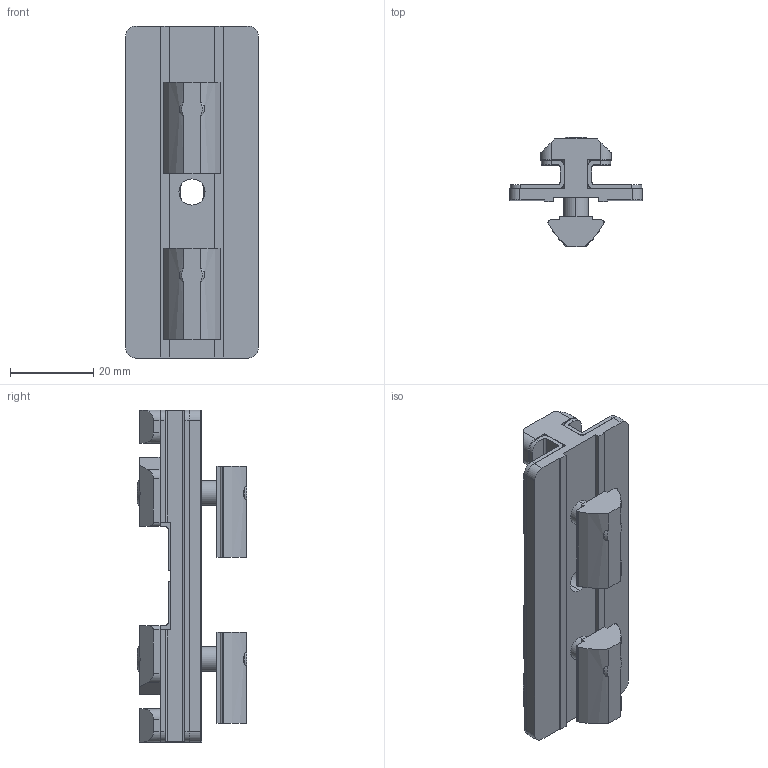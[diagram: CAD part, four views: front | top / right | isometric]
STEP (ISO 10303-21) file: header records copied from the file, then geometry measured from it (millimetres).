
FILE_DESCRIPTION (( 'STEP AP214' ), '1' );
FILE_NAME ('7728022', '2019-02-04T09:49:01', ( '' ), ('JUGARD+KÜNSTNER GmbH'), 'SwSTEP 2.0', 'SolidWorks 2017', '' );
FILE_SCHEMA (( 'AUTOMOTIVE_DESIGN' ));
Length unit declared in the file: millimetre
Products named in the file (1): 7728022_CNAJF00
Bounding box: 32 x 26.4 x 80 mm (x, y, z)
Volume: 18774.6 mm3; surface area: 13544.8 mm2
Topology: 1 solids, 1 shells, 271 faces, 778 edges, 512 vertices
Faces by surface type: plane 161, cylinder 86, bspline 12, cone 8, torus 4
Entity records: 9998 total; most frequent: CARTESIAN_POINT 2018, ORIENTED_EDGE 1556, DIRECTION 1458, EDGE_CURVE 778, VECTOR 530, LINE 530, VERTEX_POINT 512, AXIS2_PLACEMENT_3D 464
